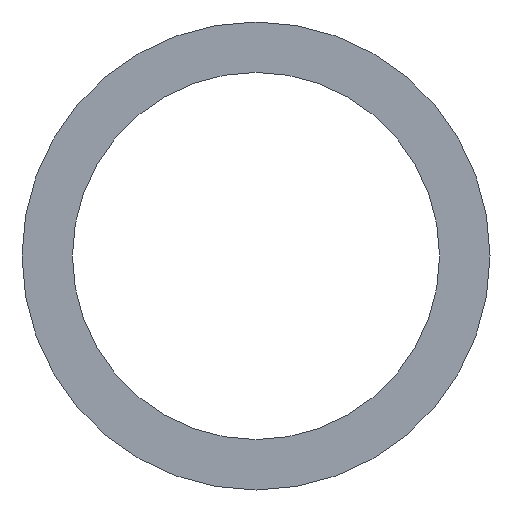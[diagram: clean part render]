
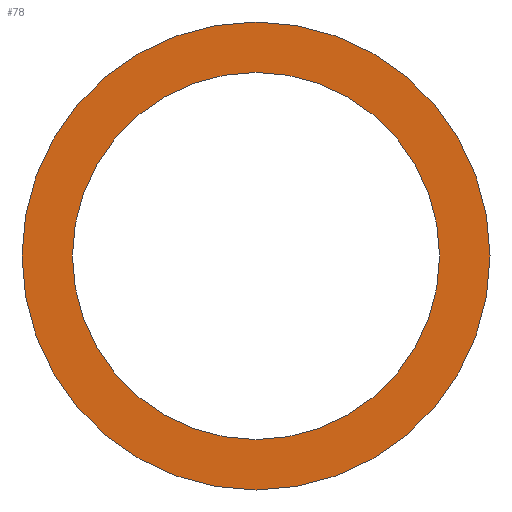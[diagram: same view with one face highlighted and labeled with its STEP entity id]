
A CAD part, front view. The second image highlights one B-rep face of the part: STEP entity #78.
In plain terms, the highlighted planar face has unit normal (0, -1, 0).
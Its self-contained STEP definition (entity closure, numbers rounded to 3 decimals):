
#4 = DIRECTION ( 'NONE',  ( 0., 1., 0. ) ) ;
#19 = EDGE_CURVE ( 'NONE', #143, #147, #247, .T. ) ;
#24 = DIRECTION ( 'NONE',  ( 0., 1., 0. ) ) ;
#29 = ORIENTED_EDGE ( 'NONE', *, *, #230, .F. ) ;
#31 = CARTESIAN_POINT ( 'NONE',  ( 0., 0., 0. ) ) ;
#39 = CARTESIAN_POINT ( 'NONE',  ( 0., 0., 0. ) ) ;
#48 = CARTESIAN_POINT ( 'NONE',  ( 0., 0., -25.5 ) ) ;
#54 = DIRECTION ( 'NONE',  ( 0., 1., 0. ) ) ;
#62 = DIRECTION ( 'NONE',  ( 0., 0., 1. ) ) ;
#63 = AXIS2_PLACEMENT_3D ( 'NONE', #136, #194, #133 ) ;
#67 = CIRCLE ( 'NONE', #107, 32.5 ) ;
#71 = CARTESIAN_POINT ( 'NONE',  ( 0., 0., 25.5 ) ) ;
#78 = ADVANCED_FACE ( 'NONE', ( #187, #244 ), #102, .F. ) ;
#84 = VERTEX_POINT ( 'NONE', #237 ) ;
#85 = CARTESIAN_POINT ( 'NONE',  ( 0., 0., -32.5 ) ) ;
#86 = DIRECTION ( 'NONE',  ( 0., 1., 0. ) ) ;
#96 = AXIS2_PLACEMENT_3D ( 'NONE', #131, #24, #62 ) ;
#102 = PLANE ( 'NONE',  #63 ) ;
#103 = AXIS2_PLACEMENT_3D ( 'NONE', #197, #4, #118 ) ;
#107 = AXIS2_PLACEMENT_3D ( 'NONE', #39, #54, #222 ) ;
#110 = VERTEX_POINT ( 'NONE', #85 ) ;
#118 = DIRECTION ( 'NONE',  ( 0., 0., 1. ) ) ;
#127 = AXIS2_PLACEMENT_3D ( 'NONE', #31, #86, #239 ) ;
#131 = CARTESIAN_POINT ( 'NONE',  ( 0., 0., 0. ) ) ;
#132 = EDGE_CURVE ( 'NONE', #147, #143, #165, .T. ) ;
#133 = DIRECTION ( 'NONE',  ( 0., 0., 1. ) ) ;
#136 = CARTESIAN_POINT ( 'NONE',  ( 0., 0., 0. ) ) ;
#143 = VERTEX_POINT ( 'NONE', #71 ) ;
#146 = EDGE_CURVE ( 'NONE', #84, #110, #217, .T. ) ;
#147 = VERTEX_POINT ( 'NONE', #48 ) ;
#153 = ORIENTED_EDGE ( 'NONE', *, *, #19, .T. ) ;
#157 = EDGE_LOOP ( 'NONE', ( #203, #153 ) ) ;
#163 = EDGE_LOOP ( 'NONE', ( #29, #169 ) ) ;
#165 = CIRCLE ( 'NONE', #103, 25.5 ) ;
#169 = ORIENTED_EDGE ( 'NONE', *, *, #146, .F. ) ;
#187 = FACE_OUTER_BOUND ( 'NONE', #163, .T. ) ;
#194 = DIRECTION ( 'NONE',  ( 0., 1., 0. ) ) ;
#197 = CARTESIAN_POINT ( 'NONE',  ( 0., 0., 0. ) ) ;
#203 = ORIENTED_EDGE ( 'NONE', *, *, #132, .T. ) ;
#217 = CIRCLE ( 'NONE', #127, 32.5 ) ;
#222 = DIRECTION ( 'NONE',  ( 0., 0., 1. ) ) ;
#230 = EDGE_CURVE ( 'NONE', #110, #84, #67, .T. ) ;
#237 = CARTESIAN_POINT ( 'NONE',  ( 0., 0., 32.5 ) ) ;
#239 = DIRECTION ( 'NONE',  ( 0., 0., 1. ) ) ;
#244 = FACE_BOUND ( 'NONE', #157, .T. ) ;
#247 = CIRCLE ( 'NONE', #96, 25.5 ) ;
